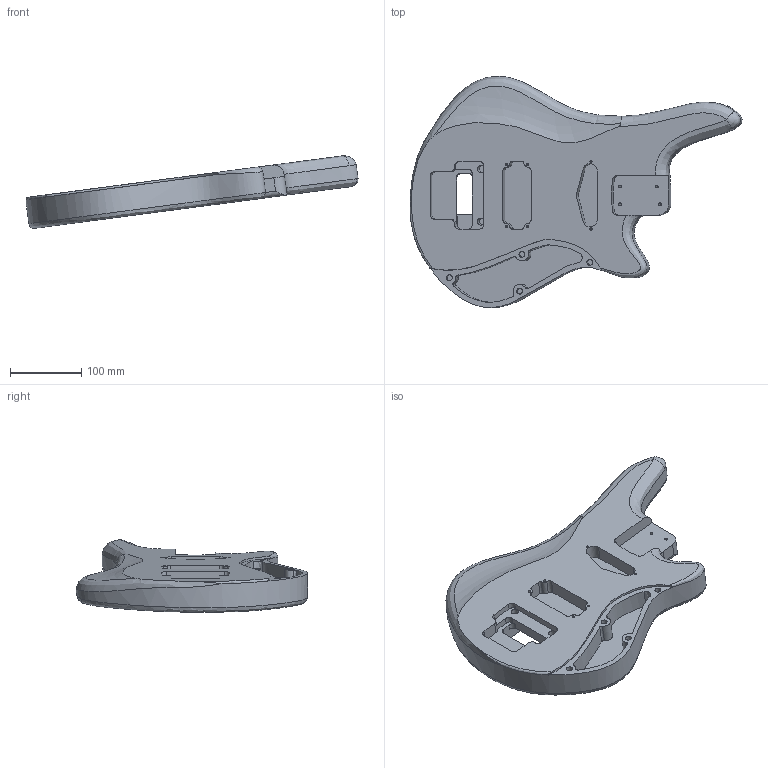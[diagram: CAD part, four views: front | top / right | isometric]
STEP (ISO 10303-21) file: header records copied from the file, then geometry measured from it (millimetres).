
FILE_DESCRIPTION(/* description */ (''),/* implementation_level */ '2;1');
FILE_NAME(/* name */ 'Main Body.step',/* time_stamp */ '2024-09-04T18:16:45-04:00',/* author */ (''),/* organization */ (''),/* preprocessor_version */ 'ST-DEVELOPER v20',/* originating_system */ 'Autodesk Translation Framework v13.14.0.145',/* authorisation */ '');
FILE_SCHEMA (('AUTOMOTIVE_DESIGN { 1 0 10303 214 3 1 1 }'));
Length unit declared in the file: millimetre
Products named in the file (2): Offset Guitar; Body
Assembly tree (1 placements, depth 2):
  Offset Guitar
    Body
Bounding box: 466.96 x 325.12 x 101.99 mm (x, y, z)
Volume: 3251131.7 mm3; surface area: 270569.5 mm2
Topology: 1 solids, 1 shells, 170 faces, 433 edges, 285 vertices
Faces by surface type: cylinder 71, plane 67, bspline 32
Full cylindrical faces by diameter (mm): 3 x6, 4.1 x4, 6 x6, 8.33 x4, 9.91 x2
Entity records: 9115 total; most frequent: CARTESIAN_POINT 5066, ORIENTED_EDGE 862, DIRECTION 763, EDGE_CURVE 431, AXIS2_PLACEMENT_3D 286, VERTEX_POINT 285, EDGE_LOOP 202, LINE 191
